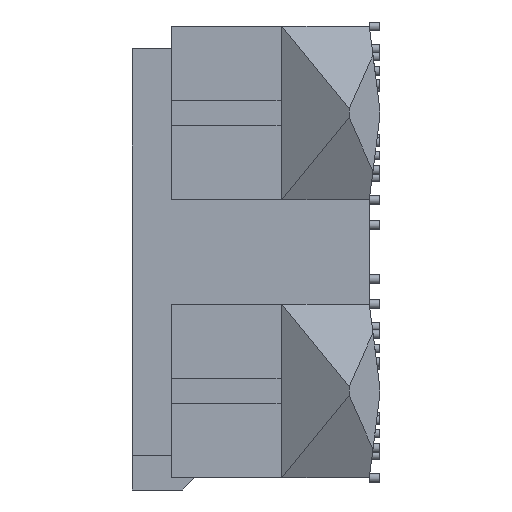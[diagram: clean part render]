
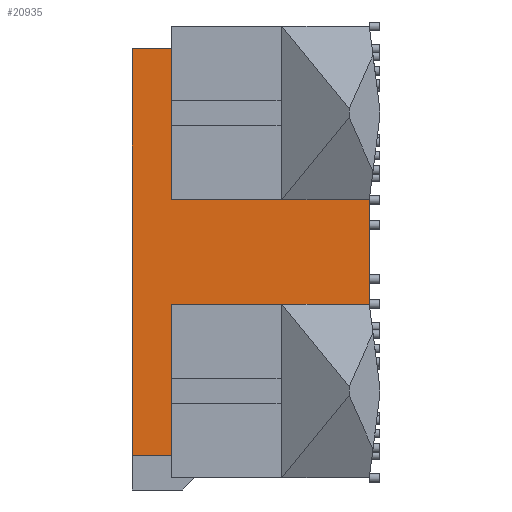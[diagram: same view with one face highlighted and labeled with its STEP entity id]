
A CAD part, left-side view. The second image highlights one B-rep face of the part: STEP entity #20935.
In plain terms, the highlighted planar face has unit normal (-1, 0, 0).
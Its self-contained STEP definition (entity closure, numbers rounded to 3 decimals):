
#601=FACE_OUTER_BOUND('',#1809,.T.);
#1809=EDGE_LOOP('',(#15344,#15345,#15346,#15347,#15348,#15349,#15350,#15351,
#15352,#15353,#15354,#15355,#15356,#15357));
#2989=LINE('',#28953,#5702);
#2991=LINE('',#28965,#5704);
#2992=LINE('',#28969,#5705);
#3144=LINE('',#29412,#5857);
#3544=LINE('',#30501,#6257);
#3564=LINE('',#30541,#6277);
#3787=LINE('',#30984,#6500);
#3863=LINE('',#31141,#6576);
#3864=LINE('',#31143,#6577);
#3865=LINE('',#31145,#6578);
#3866=LINE('',#31147,#6579);
#3867=LINE('',#31149,#6580);
#3868=LINE('',#31150,#6581);
#3869=LINE('',#31151,#6582);
#5702=VECTOR('',#23244,10.);
#5704=VECTOR('',#23260,10.);
#5705=VECTOR('',#23263,10.);
#5857=VECTOR('',#23555,10.);
#6257=VECTOR('',#24701,10.);
#6277=VECTOR('',#24735,10.);
#6500=VECTOR('',#25100,10.);
#6576=VECTOR('',#25248,1000.);
#6577=VECTOR('',#25249,1000.);
#6578=VECTOR('',#25250,10.);
#6579=VECTOR('',#25251,10.);
#6580=VECTOR('',#25252,10.);
#6581=VECTOR('',#25253,10.);
#6582=VECTOR('',#25254,10.);
#8415=VERTEX_POINT('',#28951);
#8416=VERTEX_POINT('',#28952);
#8419=VERTEX_POINT('',#28964);
#8420=VERTEX_POINT('',#28966);
#8421=VERTEX_POINT('',#28968);
#8642=VERTEX_POINT('',#29410);
#8958=VERTEX_POINT('',#30500);
#8970=VERTEX_POINT('',#30538);
#9120=VERTEX_POINT('',#30982);
#9165=VERTEX_POINT('',#31140);
#9166=VERTEX_POINT('',#31142);
#9167=VERTEX_POINT('',#31144);
#9168=VERTEX_POINT('',#31146);
#9169=VERTEX_POINT('',#31148);
#10382=EDGE_CURVE('',#8415,#8416,#2989,.T.);
#10388=EDGE_CURVE('',#8419,#8415,#2991,.T.);
#10390=EDGE_CURVE('',#8421,#8420,#2992,.T.);
#10612=EDGE_CURVE('',#8416,#8642,#3144,.T.);
#11142=EDGE_CURVE('',#8642,#8958,#3544,.T.);
#11162=EDGE_CURVE('',#8958,#8970,#3564,.T.);
#11385=EDGE_CURVE('',#8970,#9120,#3787,.T.);
#11461=EDGE_CURVE('',#9165,#9120,#3863,.T.);
#11462=EDGE_CURVE('',#9166,#9165,#3864,.T.);
#11463=EDGE_CURVE('',#9167,#9166,#3865,.T.);
#11464=EDGE_CURVE('',#9167,#9168,#3866,.T.);
#11465=EDGE_CURVE('',#9168,#9169,#3867,.T.);
#11466=EDGE_CURVE('',#9169,#8421,#3868,.T.);
#11467=EDGE_CURVE('',#8420,#8419,#3869,.T.);
#15344=ORIENTED_EDGE('',*,*,#11162,.T.);
#15345=ORIENTED_EDGE('',*,*,#11385,.T.);
#15346=ORIENTED_EDGE('',*,*,#11461,.F.);
#15347=ORIENTED_EDGE('',*,*,#11462,.F.);
#15348=ORIENTED_EDGE('',*,*,#11463,.F.);
#15349=ORIENTED_EDGE('',*,*,#11464,.T.);
#15350=ORIENTED_EDGE('',*,*,#11465,.T.);
#15351=ORIENTED_EDGE('',*,*,#11466,.T.);
#15352=ORIENTED_EDGE('',*,*,#10390,.T.);
#15353=ORIENTED_EDGE('',*,*,#11467,.T.);
#15354=ORIENTED_EDGE('',*,*,#10388,.T.);
#15355=ORIENTED_EDGE('',*,*,#10382,.T.);
#15356=ORIENTED_EDGE('',*,*,#10612,.T.);
#15357=ORIENTED_EDGE('',*,*,#11142,.T.);
#19857=PLANE('',#22308);
#20935=ADVANCED_FACE('',(#601),#19857,.F.);
#22308=AXIS2_PLACEMENT_3D('',#31139,#25246,#25247);
#23244=DIRECTION('',(0.,0.,1.));
#23260=DIRECTION('',(0.,0.,1.));
#23263=DIRECTION('',(0.,0.,1.));
#23555=DIRECTION('',(0.,0.,1.));
#24701=DIRECTION('',(0.,0.,1.));
#24735=DIRECTION('',(0.,1.,0.));
#25100=DIRECTION('',(0.,0.,1.));
#25246=DIRECTION('center_axis',(1.,0.,0.));
#25247=DIRECTION('ref_axis',(0.,-1.,0.));
#25248=DIRECTION('',(0.,-1.,0.));
#25249=DIRECTION('',(0.,0.,1.));
#25250=DIRECTION('',(0.,1.,0.));
#25251=DIRECTION('',(0.,0.,1.));
#25252=DIRECTION('',(0.,-1.,0.));
#25253=DIRECTION('',(0.,0.,1.));
#25254=DIRECTION('',(0.,0.,1.));
#28951=CARTESIAN_POINT('',(2.145,2.78,-8.146));
#28952=CARTESIAN_POINT('',(2.145,2.78,-7.146));
#28953=CARTESIAN_POINT('',(2.145,2.78,-3.019));
#28964=CARTESIAN_POINT('',(2.145,2.78,-13.392));
#28965=CARTESIAN_POINT('',(2.145,2.78,-3.019));
#28966=CARTESIAN_POINT('',(2.145,2.78,-14.392));
#28968=CARTESIAN_POINT('',(2.145,2.78,-18.869));
#28969=CARTESIAN_POINT('',(2.145,2.78,-3.019));
#29410=CARTESIAN_POINT('',(2.145,2.78,-2.669));
#29412=CARTESIAN_POINT('',(2.145,2.78,-3.019));
#30500=CARTESIAN_POINT('',(2.145,2.78,-2.169));
#30501=CARTESIAN_POINT('',(2.145,2.78,-3.019));
#30538=CARTESIAN_POINT('',(2.145,15.28,-2.169));
#30541=CARTESIAN_POINT('',(2.145,21.782,-2.169));
#30982=CARTESIAN_POINT('',(2.145,15.28,12.631));
#30984=CARTESIAN_POINT('',(2.145,15.28,-2.769));
#31139=CARTESIAN_POINT('Origin',(2.145,28.282,-10.769));
#31140=CARTESIAN_POINT('',(2.145,30.08,12.631));
#31141=CARTESIAN_POINT('',(2.145,10.382,12.631));
#31142=CARTESIAN_POINT('',(2.145,30.08,-34.169));
#31143=CARTESIAN_POINT('',(2.145,30.08,-10.769));
#31144=CARTESIAN_POINT('',(2.145,15.28,-34.169));
#31145=CARTESIAN_POINT('',(2.145,29.88,-34.169));
#31146=CARTESIAN_POINT('',(2.145,15.28,-19.369));
#31147=CARTESIAN_POINT('',(2.145,15.28,-18.769));
#31148=CARTESIAN_POINT('',(2.145,2.78,-19.369));
#31149=CARTESIAN_POINT('',(2.145,21.782,-19.369));
#31150=CARTESIAN_POINT('',(2.145,2.78,-3.019));
#31151=CARTESIAN_POINT('',(2.145,2.78,-3.019));
